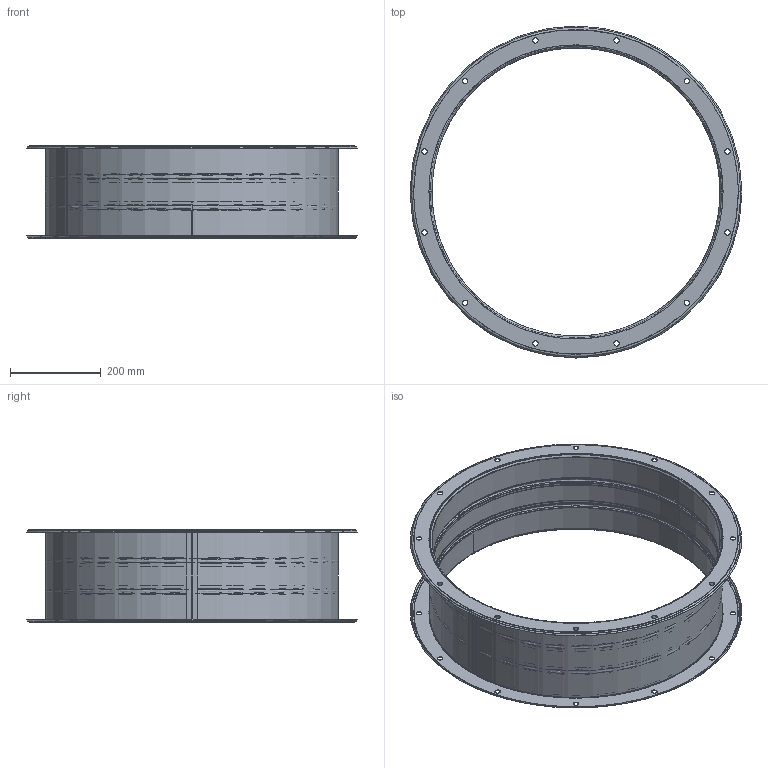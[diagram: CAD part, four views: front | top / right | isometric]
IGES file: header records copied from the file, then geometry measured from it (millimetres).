
Start section: SolidWorks IGES file using analytic representation for surfaces
Global section: file name: 1SU5630_CCga 63.IGS; native system: SolidWorks 2018; preprocessor: SolidWorks 2018; author: binatti; date: 220308.101828; units: millimetre
Bounding box: 730 x 730 x 203 mm (x, y, z)
Surface area: 1857965.9 mm2 (no closed solid volume)
Topology: 0 solids, 0 shells, 131 faces, 2292 edges, 2292 vertices
Faces by surface type: revolution 81, bspline 50
